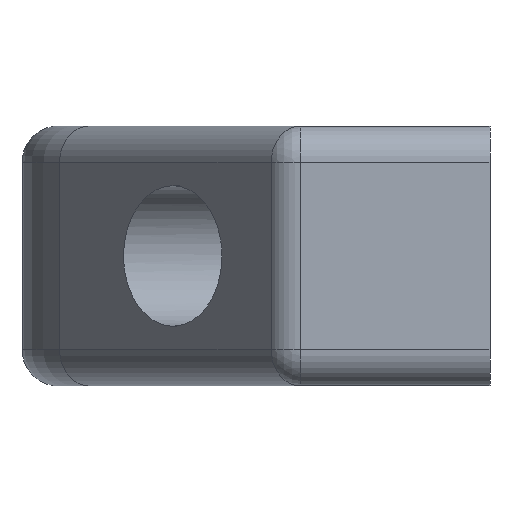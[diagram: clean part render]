
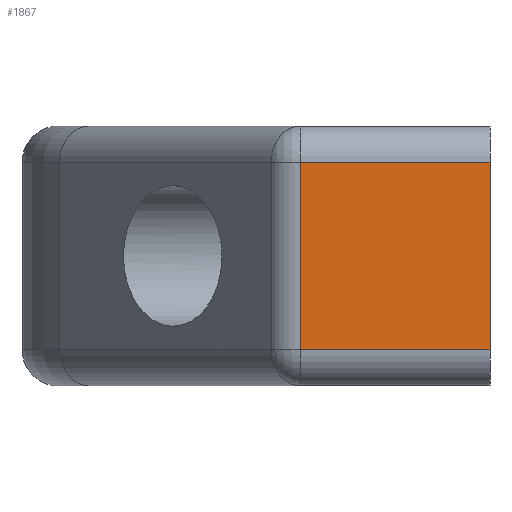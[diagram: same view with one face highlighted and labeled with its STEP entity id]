
A CAD part, left-side view. The second image highlights one B-rep face of the part: STEP entity #1867.
In plain terms, the highlighted planar face has unit normal (-1, 0, 0).
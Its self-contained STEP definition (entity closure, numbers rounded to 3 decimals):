
#671=CARTESIAN_POINT('',(-85.,-22.5,9.0));
#672=VERTEX_POINT('',#671);
#680=CARTESIAN_POINT('',(-85.,-22.5,-9.0));
#681=VERTEX_POINT('',#680);
#682=CARTESIAN_POINT('',(-85.,-22.5,9.0));
#683=DIRECTION('',(0.0,0.0,-1.0));
#684=VECTOR('',#683,18.0);
#685=LINE('',#682,#684);
#686=EDGE_CURVE('',#672,#681,#685,.T.);
#1609=CARTESIAN_POINT('',(-85.,-4.322,-9.0));
#1610=VERTEX_POINT('',#1609);
#1633=CARTESIAN_POINT('',(-85.,-22.5,-9.0));
#1634=DIRECTION('',(0.0,1.0,0.0));
#1635=VECTOR('',#1634,18.178);
#1636=LINE('',#1633,#1635);
#1637=EDGE_CURVE('',#681,#1610,#1636,.T.);
#1832=CARTESIAN_POINT('',(-85.,-4.322,9.0));
#1833=VERTEX_POINT('',#1832);
#1834=CARTESIAN_POINT('',(-85.,-4.322,9.0));
#1835=DIRECTION('',(0.0,0.0,-1.0));
#1836=VECTOR('',#1835,18.0);
#1837=LINE('',#1834,#1836);
#1838=EDGE_CURVE('',#1833,#1610,#1837,.T.);
#1851=CARTESIAN_POINT('',(-85.,-4.322,12.5));
#1852=DIRECTION('',(-1.0,0.0,0.0));
#1853=DIRECTION('',(0.0,0.0,1.0));
#1854=AXIS2_PLACEMENT_3D('',#1851,#1852,#1853);
#1855=PLANE('',#1854);
#1856=ORIENTED_EDGE('',*,*,#1637,.F.);
#1857=ORIENTED_EDGE('',*,*,#686,.F.);
#1858=CARTESIAN_POINT('',(-85.,-4.322,9.0));
#1859=DIRECTION('',(0.0,-1.0,0.0));
#1860=VECTOR('',#1859,18.178);
#1861=LINE('',#1858,#1860);
#1862=EDGE_CURVE('',#1833,#672,#1861,.T.);
#1863=ORIENTED_EDGE('',*,*,#1862,.F.);
#1864=ORIENTED_EDGE('',*,*,#1838,.T.);
#1865=EDGE_LOOP('',(#1856,#1857,#1863,#1864));
#1866=FACE_OUTER_BOUND('',#1865,.T.);
#1867=ADVANCED_FACE('',(#1866),#1855,.T.);
